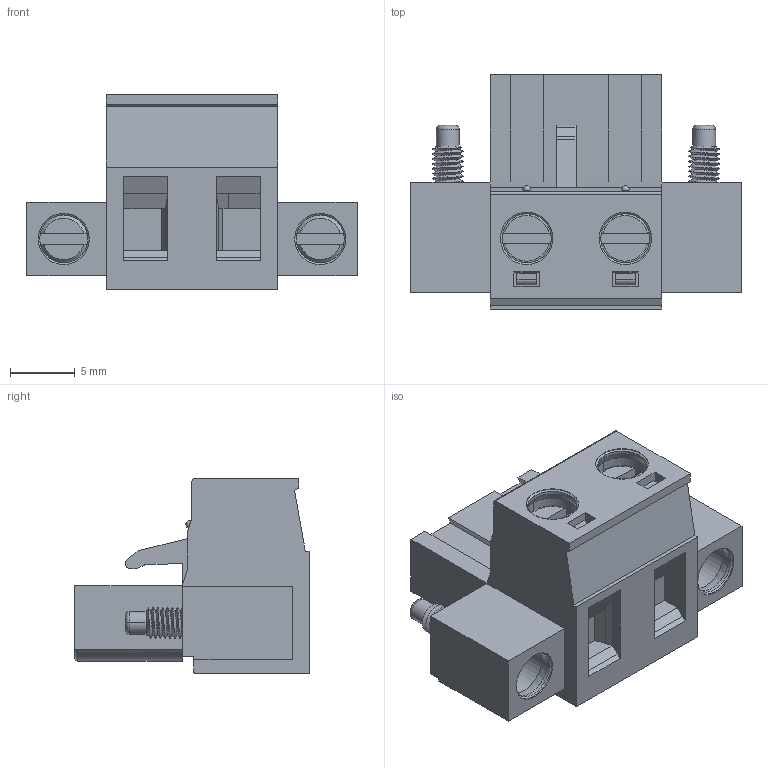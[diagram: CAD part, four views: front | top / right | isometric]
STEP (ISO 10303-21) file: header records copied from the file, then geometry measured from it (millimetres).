
FILE_DESCRIPTION( ('This file contains a STEP AP42 implementation' ,'as created by ZW3D STEP Interface translator.') ,'2;1' );
FILE_NAME( 'WJ2EDGKM-7.62-02P-00A.stp' ,'23 828.133711', (''), ('ZWCAD Software Co.'), 'Version 1.0', 'ZW3D to STEP translator', '' );
FILE_SCHEMA(('AUTOMOTIVE_DESIGN { 1 0 10303 214 1 1 1 1 }'));
Length unit declared in the file: millimetre
Products named in the file (2): 0; WJ2EDGKM-7.62-07P-14-00A
Bounding box: 25.52 x 18.1 x 15.05 mm (x, y, z)
Volume: 2662.8 mm3; surface area: 2357.8 mm2
Topology: 1 solids, 1 shells, 315 faces, 779 edges, 490 vertices
Faces by surface type: plane 162, bspline 91, cone 33, cylinder 27, sphere 2
Entity records: 14128 total; most frequent: CARTESIAN_POINT 6671, ORIENTED_EDGE 1550, DIRECTION 1360, EDGE_CURVE 775, VERTEX_POINT 490, VECTOR 474, LINE 474, AXIS2_PLACEMENT_3D 443
